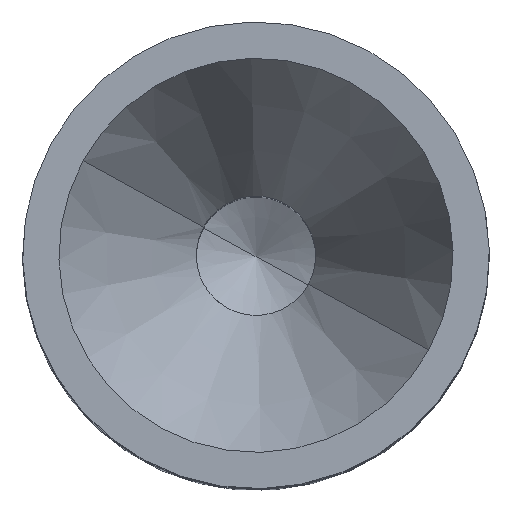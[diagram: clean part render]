
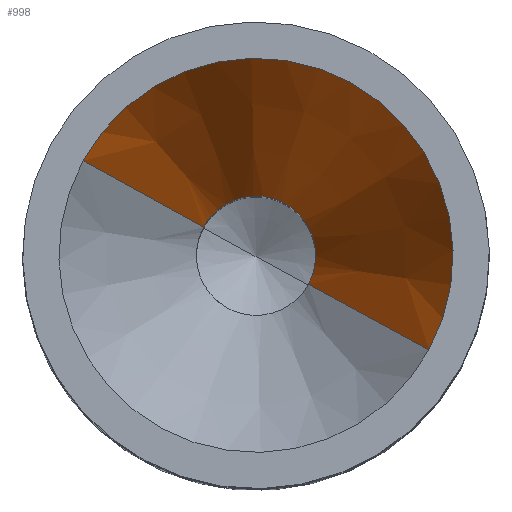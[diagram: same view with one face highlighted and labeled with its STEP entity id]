
A CAD part, top view. The second image highlights one B-rep face of the part: STEP entity #998.
In plain terms, the highlighted conical face has half-angle 30 degrees and reference radius 0.575 mm.
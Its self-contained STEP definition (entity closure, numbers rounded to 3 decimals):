
#985=AXIS2_PLACEMENT_3D('Cone Axis2P3D',#982,#983,#984) ;
#989=AXIS2_PLACEMENT_3D('Circle Axis2P3D',#987,#988,$) ;
#461=CARTESIAN_POINT('Vertex',(1.745,2.526,20.005)) ;
#474=CARTESIAN_POINT('Vertex',(2.755,1.974,20.005)) ;
#529=CARTESIAN_POINT('Control Point',(2.755,1.974,20.005)) ;
#530=CARTESIAN_POINT('Control Point',(2.841,2.133,20.005)) ;
#531=CARTESIAN_POINT('Control Point',(2.866,2.325,20.005)) ;
#532=CARTESIAN_POINT('Control Point',(2.809,2.519,20.005)) ;
#533=CARTESIAN_POINT('Control Point',(2.56,2.817,20.005)) ;
#534=CARTESIAN_POINT('Control Point',(2.175,2.866,20.005)) ;
#535=CARTESIAN_POINT('Control Point',(1.981,2.809,20.005)) ;
#536=CARTESIAN_POINT('Control Point',(1.832,2.684,20.005)) ;
#537=CARTESIAN_POINT('Control Point',(1.745,2.526,20.005)) ;
#926=CARTESIAN_POINT('Vertex',(3.917,1.339,22.3)) ;
#928=CARTESIAN_POINT('Vertex',(0.583,3.161,22.3)) ;
#931=CARTESIAN_POINT('Line Origine',(219398.143,-119854.272,433032.209)) ;
#936=CARTESIAN_POINT('Line Origine',(-219393.643,119858.772,433032.209)) ;
#982=CARTESIAN_POINT('Axis2P3D Location',(2.25,2.25,20.005)) ;
#987=CARTESIAN_POINT('Axis2P3D Location',(2.25,2.25,22.3)) ;
#932=DIRECTION('Vector Direction',(0.439,-0.24,0.866)) ;
#937=DIRECTION('Vector Direction',(-0.439,0.24,0.866)) ;
#983=DIRECTION('Axis2P3D Direction',(0.,-0.,1.)) ;
#984=DIRECTION('Axis2P3D XDirection',(0.878,-0.479,0.)) ;
#988=DIRECTION('Axis2P3D Direction',(0.,0.,1.)) ;
#933=VECTOR('Line Direction',#932,1.) ;
#938=VECTOR('Line Direction',#937,1.) ;
#993=ORIENTED_EDGE('',*,*,#991,.F.) ;
#994=ORIENTED_EDGE('',*,*,#940,.T.) ;
#995=ORIENTED_EDGE('',*,*,#538,.T.) ;
#996=ORIENTED_EDGE('',*,*,#935,.F.) ;
#998=ADVANCED_FACE('Hauptkoerper',(#997),#986,.F.) ;
#528=B_SPLINE_CURVE_WITH_KNOTS('',5,(#529,#530,#531,#532,#533,#534,#535,#536,#537),.UNSPECIFIED.,.F.,.U.,(6,3,6),(-0.903,0.,0.903),.UNSPECIFIED.) ;
#990=CIRCLE('generated circle',#989,1.9) ;
#986=CONICAL_SURFACE('Cone',#985,0.575,0.524) ;
#538=EDGE_CURVE('',#462,#475,#528,.F.) ;
#935=EDGE_CURVE('',#927,#475,#934,.F.) ;
#940=EDGE_CURVE('',#929,#462,#939,.F.) ;
#991=EDGE_CURVE('',#929,#927,#990,.F.) ;
#992=EDGE_LOOP('',(#993,#994,#995,#996)) ;
#997=FACE_OUTER_BOUND('',#992,.T.) ;
#934=LINE('Line',#931,#933) ;
#939=LINE('Line',#936,#938) ;
#462=VERTEX_POINT('',#461) ;
#475=VERTEX_POINT('',#474) ;
#927=VERTEX_POINT('',#926) ;
#929=VERTEX_POINT('',#928) ;
